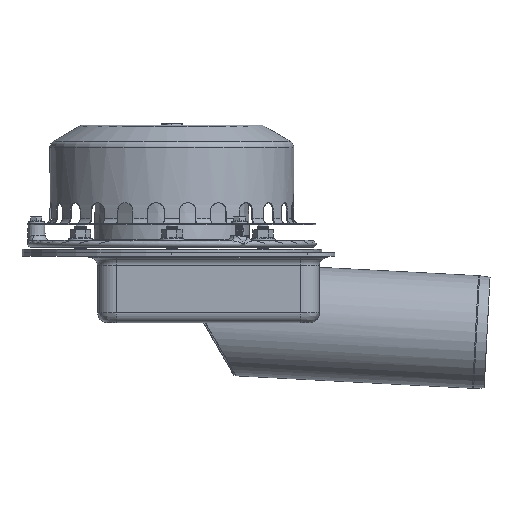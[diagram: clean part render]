
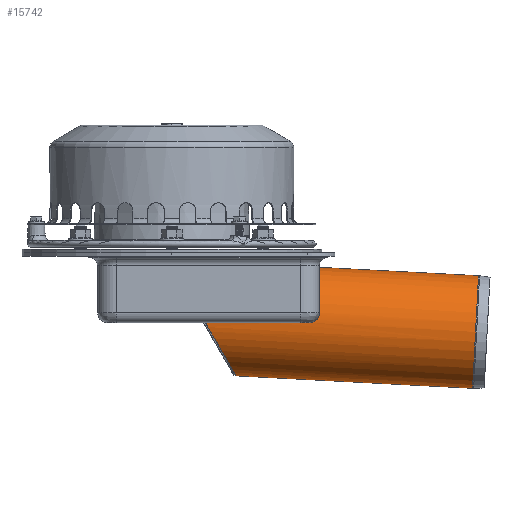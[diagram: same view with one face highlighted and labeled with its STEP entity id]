
A CAD part, front view. The second image highlights one B-rep face of the part: STEP entity #15742.
In plain terms, the highlighted cylindrical face has radius 508 mm (diameter 1016 mm), a full revolution.
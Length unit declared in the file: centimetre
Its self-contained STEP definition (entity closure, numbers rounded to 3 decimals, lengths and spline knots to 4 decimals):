
#659=B_SPLINE_CURVE_WITH_KNOTS('',3,(#24056,#24057,#24058,#24059,#24060,
#24061,#24062,#24063,#24064,#24065,#24066,#24067,#24068,#24069,#24070,#24071,
#24072,#24073,#24074,#24075),.UNSPECIFIED.,.F.,.F.,(4,2,2,2,2,2,2,2,2,4),
(13.3516,13.8278,15.5367,17.2456,18.9545,
20.6634,22.3586,24.0537,25.7488,26.9768),
 .UNSPECIFIED.);
#660=B_SPLINE_CURVE_WITH_KNOTS('',3,(#24079,#24080,#24081,#24082,#24083,
#24084,#24085,#24086,#24087,#24088,#24089,#24090,#24091,#24092,#24093,#24094,
#24095,#24096,#24097,#24098),.UNSPECIFIED.,.F.,.F.,(4,2,2,2,2,2,2,2,2,4),
(27.911,29.139,30.8342,32.5293,34.2244,
35.9333,37.6422,39.3511,41.06,41.5362),
 .UNSPECIFIED.);
#924=ELLIPSE('',#16785,970.652,50.8);
#925=ELLIPSE('',#16786,50.8697,50.8);
#926=ELLIPSE('',#16787,970.652,50.8);
#927=ELLIPSE('',#16788,970.652,50.8);
#928=ELLIPSE('',#16789,970.652,50.8);
#929=ELLIPSE('',#16790,60.5721,50.8);
#930=ELLIPSE('',#16791,970.652,50.8);
#931=ELLIPSE('',#16792,970.652,50.8);
#932=ELLIPSE('',#16793,970.652,50.8);
#968=CYLINDRICAL_SURFACE('',#16784,50.8);
#1249=LINE('',#24052,#2221);
#2221=VECTOR('',#18893,50.8);
#3554=FACE_OUTER_BOUND('',#4566,.T.);
#4566=EDGE_LOOP('',(#10692,#10693,#10694,#10695,#10696,#10697,#10698,#10699,
#10700,#10701,#10702,#10703,#10704,#10705,#10706));
#5679=CIRCLE('',#16779,50.8);
#5680=CIRCLE('',#16780,50.8);
#6716=VERTEX_POINT('',#24040);
#6717=VERTEX_POINT('',#24042);
#6719=VERTEX_POINT('',#24051);
#6720=VERTEX_POINT('',#24053);
#6721=VERTEX_POINT('',#24055);
#6722=VERTEX_POINT('',#24076);
#6723=VERTEX_POINT('',#24078);
#6724=VERTEX_POINT('',#24099);
#6725=VERTEX_POINT('',#24101);
#6726=VERTEX_POINT('',#24103);
#6727=VERTEX_POINT('',#24105);
#6728=VERTEX_POINT('',#24107);
#6729=VERTEX_POINT('',#24109);
#8208=EDGE_CURVE('',#6717,#6716,#5679,.T.);
#8209=EDGE_CURVE('',#6716,#6717,#5680,.T.);
#8213=EDGE_CURVE('',#6717,#6719,#1249,.T.);
#8214=EDGE_CURVE('',#6720,#6719,#924,.T.);
#8215=EDGE_CURVE('',#6721,#6720,#659,.T.);
#8216=EDGE_CURVE('',#6722,#6721,#925,.T.);
#8217=EDGE_CURVE('',#6723,#6722,#660,.T.);
#8218=EDGE_CURVE('',#6724,#6723,#926,.T.);
#8219=EDGE_CURVE('',#6725,#6724,#927,.T.);
#8220=EDGE_CURVE('',#6726,#6725,#928,.T.);
#8221=EDGE_CURVE('',#6727,#6726,#929,.T.);
#8222=EDGE_CURVE('',#6728,#6727,#930,.T.);
#8223=EDGE_CURVE('',#6729,#6728,#931,.T.);
#8224=EDGE_CURVE('',#6719,#6729,#932,.T.);
#10692=ORIENTED_EDGE('',*,*,#8208,.T.);
#10693=ORIENTED_EDGE('',*,*,#8209,.T.);
#10694=ORIENTED_EDGE('',*,*,#8213,.T.);
#10695=ORIENTED_EDGE('',*,*,#8214,.F.);
#10696=ORIENTED_EDGE('',*,*,#8215,.F.);
#10697=ORIENTED_EDGE('',*,*,#8216,.F.);
#10698=ORIENTED_EDGE('',*,*,#8217,.F.);
#10699=ORIENTED_EDGE('',*,*,#8218,.F.);
#10700=ORIENTED_EDGE('',*,*,#8219,.F.);
#10701=ORIENTED_EDGE('',*,*,#8220,.F.);
#10702=ORIENTED_EDGE('',*,*,#8221,.F.);
#10703=ORIENTED_EDGE('',*,*,#8222,.F.);
#10704=ORIENTED_EDGE('',*,*,#8223,.F.);
#10705=ORIENTED_EDGE('',*,*,#8224,.F.);
#10706=ORIENTED_EDGE('',*,*,#8213,.F.);
#15742=ADVANCED_FACE('',(#3554),#968,.T.);
#16779=AXIS2_PLACEMENT_3D('',#24043,#18880,#18881);
#16780=AXIS2_PLACEMENT_3D('',#24044,#18882,#18883);
#16784=AXIS2_PLACEMENT_3D('',#24050,#18891,#18892);
#16785=AXIS2_PLACEMENT_3D('',#24054,#18894,#18895);
#16786=AXIS2_PLACEMENT_3D('',#24077,#18896,#18897);
#16787=AXIS2_PLACEMENT_3D('',#24100,#18898,#18899);
#16788=AXIS2_PLACEMENT_3D('',#24102,#18900,#18901);
#16789=AXIS2_PLACEMENT_3D('',#24104,#18902,#18903);
#16790=AXIS2_PLACEMENT_3D('',#24106,#18904,#18905);
#16791=AXIS2_PLACEMENT_3D('',#24108,#18906,#18907);
#16792=AXIS2_PLACEMENT_3D('',#24110,#18908,#18909);
#16793=AXIS2_PLACEMENT_3D('',#24111,#18910,#18911);
#18880=DIRECTION('center_axis',(-0.999,0.,
0.052));
#18881=DIRECTION('ref_axis',(0.,1.,0.));
#18882=DIRECTION('center_axis',(-0.999,0.,
0.052));
#18883=DIRECTION('ref_axis',(0.,1.,0.));
#18891=DIRECTION('center_axis',(-0.999,0.,
0.052));
#18892=DIRECTION('ref_axis',(0.,-1.,0.));
#18893=DIRECTION('',(-0.999,0.,0.052));
#18894=DIRECTION('center_axis',(0.,0.,1.));
#18895=DIRECTION('ref_axis',(1.,0.,0.));
#18896=DIRECTION('center_axis',(-1.,0.,0.));
#18897=DIRECTION('ref_axis',(0.,0.,1.));
#18898=DIRECTION('center_axis',(0.,0.,1.));
#18899=DIRECTION('ref_axis',(1.,0.,0.));
#18900=DIRECTION('center_axis',(0.,0.,1.));
#18901=DIRECTION('ref_axis',(1.,0.,0.));
#18902=DIRECTION('center_axis',(0.,0.,1.));
#18903=DIRECTION('ref_axis',(1.,0.,0.));
#18904=DIRECTION('center_axis',(-0.866,0.,
-0.5));
#18905=DIRECTION('ref_axis',(-0.5,0.,0.866));
#18906=DIRECTION('center_axis',(0.,0.,1.));
#18907=DIRECTION('ref_axis',(1.,0.,0.));
#18908=DIRECTION('center_axis',(0.,0.,1.));
#18909=DIRECTION('ref_axis',(1.,0.,0.));
#18910=DIRECTION('center_axis',(0.,0.,1.));
#18911=DIRECTION('ref_axis',(1.,0.,0.));
#24040=CARTESIAN_POINT('',(411.3666,0.,-17.7135));
#24042=CARTESIAN_POINT('',(408.708,50.8,-68.4439));
#24043=CARTESIAN_POINT('Origin',(408.708,0.,
-68.4439));
#24044=CARTESIAN_POINT('Origin',(408.708,0.,
-68.4439));
#24050=CARTESIAN_POINT('Origin',(269.4672,0.,
-61.1466));
#24051=CARTESIAN_POINT('',(247.5886,50.8,-60.));
#24052=CARTESIAN_POINT('',(269.4672,50.8,-61.1466));
#24053=CARTESIAN_POINT('',(259.,50.7965,-60.));
#24054=CARTESIAN_POINT('Origin',(247.5886,0.,
-60.));
#24055=CARTESIAN_POINT('',(268.,49.7948,-51.));
#24056=CARTESIAN_POINT('Ctrl Pts',(268.,49.7948,-51.));
#24057=CARTESIAN_POINT('Ctrl Pts',(268.,49.8267,-51.1582));
#24058=CARTESIAN_POINT('Ctrl Pts',(267.9958,49.8576,-51.3154));
#24059=CARTESIAN_POINT('Ctrl Pts',(267.9584,49.9951,-52.0297));
#24060=CARTESIAN_POINT('Ctrl Pts',(267.8751,50.0966,-52.6067));
#24061=CARTESIAN_POINT('Ctrl Pts',(267.5893,50.2781,-53.7517));
#24062=CARTESIAN_POINT('Ctrl Pts',(267.3869,50.3582,-54.3197));
#24063=CARTESIAN_POINT('Ctrl Pts',(266.8714,50.4937,-55.4048));
#24064=CARTESIAN_POINT('Ctrl Pts',(266.5578,50.5494,-55.9228));
#24065=CARTESIAN_POINT('Ctrl Pts',(265.844,50.6386,-56.8749));
#24066=CARTESIAN_POINT('Ctrl Pts',(265.4437,50.6723,-57.3089));
#24067=CARTESIAN_POINT('Ctrl Pts',(264.6012,50.7232,-58.0672));
#24068=CARTESIAN_POINT('Ctrl Pts',(264.131,50.7422,-58.4177));
#24069=CARTESIAN_POINT('Ctrl Pts',(263.1152,50.7697,-59.0259));
#24070=CARTESIAN_POINT('Ctrl Pts',(262.5696,50.7784,-59.2836));
#24071=CARTESIAN_POINT('Ctrl Pts',(261.4386,50.7899,-59.6841));
#24072=CARTESIAN_POINT('Ctrl Pts',(260.8523,50.7927,-59.8272));
#24073=CARTESIAN_POINT('Ctrl Pts',(259.8412,50.7956,-59.9709));
#24074=CARTESIAN_POINT('Ctrl Pts',(259.4164,50.7962,-60.));
#24075=CARTESIAN_POINT('Ctrl Pts',(259.,50.7965,-60.));
#24076=CARTESIAN_POINT('',(268.,-49.7948,-51.));
#24077=CARTESIAN_POINT('Origin',(268.,0.,
-61.0697));
#24078=CARTESIAN_POINT('',(259.,-50.7965,-60.));
#24079=CARTESIAN_POINT('Ctrl Pts',(259.,-50.7965,-60.));
#24080=CARTESIAN_POINT('Ctrl Pts',(259.4164,-50.7962,-60.));
#24081=CARTESIAN_POINT('Ctrl Pts',(259.8412,-50.7956,-59.9709));
#24082=CARTESIAN_POINT('Ctrl Pts',(260.8523,-50.7927,-59.8272));
#24083=CARTESIAN_POINT('Ctrl Pts',(261.4386,-50.7899,-59.6841));
#24084=CARTESIAN_POINT('Ctrl Pts',(262.5696,-50.7784,-59.2836));
#24085=CARTESIAN_POINT('Ctrl Pts',(263.1152,-50.7697,-59.0259));
#24086=CARTESIAN_POINT('Ctrl Pts',(264.131,-50.7422,-58.4177));
#24087=CARTESIAN_POINT('Ctrl Pts',(264.6012,-50.7232,-58.0672));
#24088=CARTESIAN_POINT('Ctrl Pts',(265.4437,-50.6723,-57.3089));
#24089=CARTESIAN_POINT('Ctrl Pts',(265.844,-50.6386,-56.8749));
#24090=CARTESIAN_POINT('Ctrl Pts',(266.5578,-50.5494,-55.9228));
#24091=CARTESIAN_POINT('Ctrl Pts',(266.8714,-50.4937,-55.4048));
#24092=CARTESIAN_POINT('Ctrl Pts',(267.3869,-50.3582,-54.3197));
#24093=CARTESIAN_POINT('Ctrl Pts',(267.5893,-50.2781,-53.7517));
#24094=CARTESIAN_POINT('Ctrl Pts',(267.8751,-50.0966,-52.6067));
#24095=CARTESIAN_POINT('Ctrl Pts',(267.9584,-49.9951,-52.0297));
#24096=CARTESIAN_POINT('Ctrl Pts',(267.9958,-49.8576,-51.3154));
#24097=CARTESIAN_POINT('Ctrl Pts',(268.,-49.8267,-51.1582));
#24098=CARTESIAN_POINT('Ctrl Pts',(268.,-49.7948,-51.));
#24099=CARTESIAN_POINT('',(191.0003,-50.7136,-60.));
#24100=CARTESIAN_POINT('Origin',(247.5886,0.,
-60.));
#24101=CARTESIAN_POINT('',(183.0003,-50.6874,-60.));
#24102=CARTESIAN_POINT('Origin',(247.5886,0.,
-60.));
#24103=CARTESIAN_POINT('',(165.2518,-50.6169,-60.));
#24104=CARTESIAN_POINT('Origin',(247.5886,0.,
-60.));
#24105=CARTESIAN_POINT('',(165.2518,50.6169,-60.));
#24106=CARTESIAN_POINT('Origin',(162.6828,0.,-55.5503));
#24107=CARTESIAN_POINT('',(183.0003,50.6874,-60.));
#24108=CARTESIAN_POINT('Origin',(247.5886,0.,
-60.));
#24109=CARTESIAN_POINT('',(191.0003,50.7136,-60.));
#24110=CARTESIAN_POINT('Origin',(247.5886,0.,
-60.));
#24111=CARTESIAN_POINT('Origin',(247.5886,0.,
-60.));
